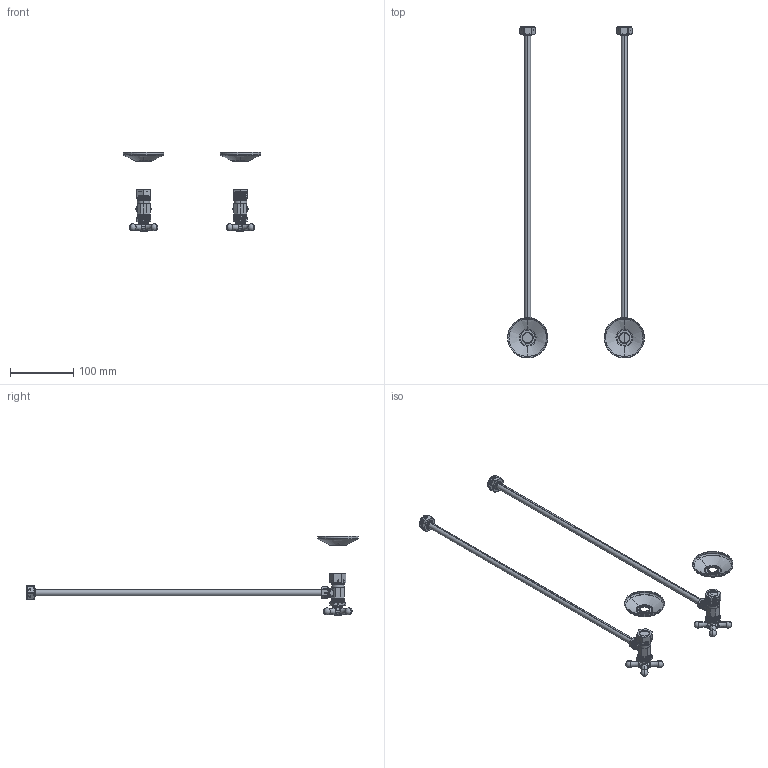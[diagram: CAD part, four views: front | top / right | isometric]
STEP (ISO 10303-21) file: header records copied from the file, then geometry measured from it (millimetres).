
FILE_DESCRIPTION((''),'2;1');
FILE_NAME('493X','2021-06-17T23:21:19',('NSantos'),(''),'CREO PARAMETRIC BY PTC INC, 2018500','CREO PARAMETRIC BY PTC INC, 2018500','');
FILE_SCHEMA(('CONFIG_CONTROL_DESIGN'));
Length unit declared in the file: inch
Products named in the file (1): 493X
Bounding box: 215.9 x 522.99 x 125.23 mm (x, y, z)
Volume: 37269.5 mm3; surface area: 164930.4 mm2
Topology: 9 solids, 37 shells, 1588 faces, 4449 edges, 2937 vertices
Faces by surface type: cylinder 581, plane 412, bspline 377, cone 116, torus 64, sphere 36, extrusion 2
Entity records: 91350 total; most frequent: CARTESIAN_POINT 54663, ORIENTED_EDGE 8580, DIRECTION 6067, EDGE_CURVE 4411, VERTEX_POINT 2937, AXIS2_PLACEMENT_3D 2341, B_SPLINE_CURVE_WITH_KNOTS 1899, EDGE_LOOP 1710
